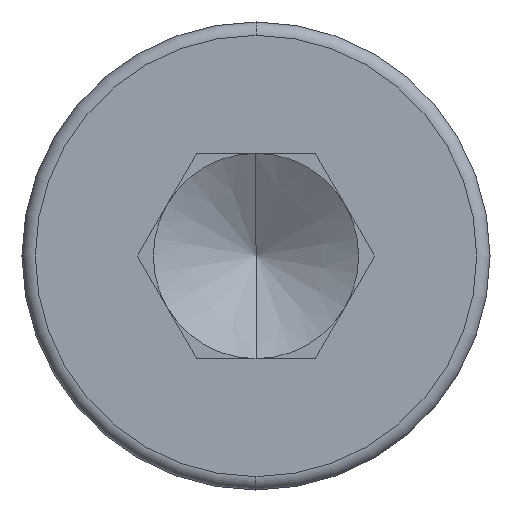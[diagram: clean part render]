
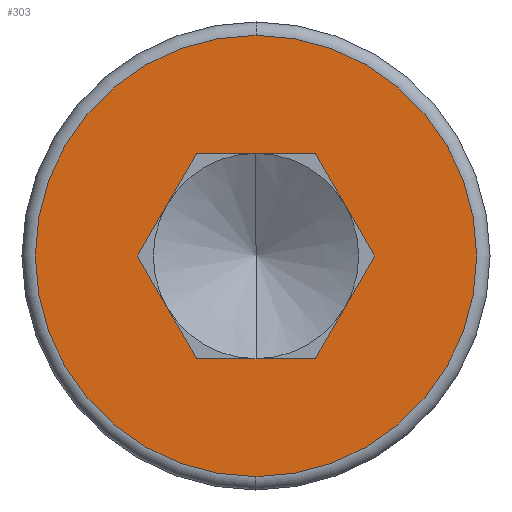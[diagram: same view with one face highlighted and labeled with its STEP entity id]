
A CAD part, left-side view. The second image highlights one B-rep face of the part: STEP entity #303.
In plain terms, the highlighted planar face has unit normal (-1, 0, 0).
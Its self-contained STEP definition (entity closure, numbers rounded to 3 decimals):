
#13 = EDGE_CURVE ( 'NONE', #173, #762, #371, .T. ) ;
#15 = CARTESIAN_POINT ( 'NONE',  ( 0., 1.773, 0. ) ) ;
#18 = CARTESIAN_POINT ( 'NONE',  ( 0., 0.887, -1.536 ) ) ;
#53 = CARTESIAN_POINT ( 'NONE',  ( 0., -1.773, 0. ) ) ;
#76 = VECTOR ( 'NONE', #476, 1000. ) ;
#77 = DIRECTION ( 'NONE',  ( 0., -1., 0. ) ) ;
#90 = EDGE_CURVE ( 'NONE', #314, #762, #554, .T. ) ;
#112 = DIRECTION ( 'NONE',  ( -1., 0., 0. ) ) ;
#119 = VECTOR ( 'NONE', #451, 1000. ) ;
#123 = VERTEX_POINT ( 'NONE', #478 ) ;
#173 = VERTEX_POINT ( 'NONE', #53 ) ;
#179 = ORIENTED_EDGE ( 'NONE', *, *, #462, .T. ) ;
#200 = VERTEX_POINT ( 'NONE', #772 ) ;
#208 = CARTESIAN_POINT ( 'NONE',  ( 0., 0., 0. ) ) ;
#220 = CARTESIAN_POINT ( 'NONE',  ( 0., 0., 0. ) ) ;
#222 = DIRECTION ( 'NONE',  ( 0., 1., 0. ) ) ;
#231 = EDGE_LOOP ( 'NONE', ( #429, #390 ) ) ;
#277 = DIRECTION ( 'NONE',  ( 0., -0.5, 0.866 ) ) ;
#291 = CARTESIAN_POINT ( 'NONE',  ( 0., 0., 3.3 ) ) ;
#297 = PLANE ( 'NONE',  #611 ) ;
#303 = ADVANCED_FACE ( 'NONE', ( #338, #469 ), #297, .T. ) ;
#309 = EDGE_CURVE ( 'NONE', #688, #200, #756, .T. ) ;
#314 = VERTEX_POINT ( 'NONE', #592 ) ;
#316 = AXIS2_PLACEMENT_3D ( 'NONE', #208, #707, #355 ) ;
#318 = CARTESIAN_POINT ( 'NONE',  ( 0., -1.773, 0. ) ) ;
#322 = CARTESIAN_POINT ( 'NONE',  ( 0., 0.887, 1.535 ) ) ;
#338 = FACE_BOUND ( 'NONE', #750, .T. ) ;
#354 = EDGE_CURVE ( 'NONE', #123, #540, #356, .T. ) ;
#355 = DIRECTION ( 'NONE',  ( 0., 0., 1. ) ) ;
#356 = LINE ( 'NONE', #15, #608 ) ;
#371 = LINE ( 'NONE', #318, #76 ) ;
#390 = ORIENTED_EDGE ( 'NONE', *, *, #639, .T. ) ;
#401 = CARTESIAN_POINT ( 'NONE',  ( 0., -0.887, -1.536 ) ) ;
#415 = VECTOR ( 'NONE', #222, 1000. ) ;
#423 = EDGE_CURVE ( 'NONE', #751, #540, #579, .T. ) ;
#424 = CARTESIAN_POINT ( 'NONE',  ( 0., -0.887, 1.535 ) ) ;
#429 = ORIENTED_EDGE ( 'NONE', *, *, #309, .T. ) ;
#430 = EDGE_CURVE ( 'NONE', #123, #314, #433, .T. ) ;
#433 = LINE ( 'NONE', #771, #764 ) ;
#450 = CARTESIAN_POINT ( 'NONE',  ( 0., 0., 0. ) ) ;
#451 = DIRECTION ( 'NONE',  ( 0., -0.5, -0.866 ) ) ;
#462 = EDGE_CURVE ( 'NONE', #751, #173, #602, .T. ) ;
#469 = FACE_OUTER_BOUND ( 'NONE', #231, .T. ) ;
#470 = CARTESIAN_POINT ( 'NONE',  ( 0., -0.887, 1.535 ) ) ;
#476 = DIRECTION ( 'NONE',  ( 0., 0.5, -0.866 ) ) ;
#477 = ORIENTED_EDGE ( 'NONE', *, *, #430, .F. ) ;
#478 = CARTESIAN_POINT ( 'NONE',  ( 0., 1.773, 0. ) ) ;
#506 = DIRECTION ( 'NONE',  ( 0., 0., 1. ) ) ;
#540 = VERTEX_POINT ( 'NONE', #322 ) ;
#546 = DIRECTION ( 'NONE',  ( 0., 0., 1. ) ) ;
#554 = LINE ( 'NONE', #18, #603 ) ;
#573 = ORIENTED_EDGE ( 'NONE', *, *, #90, .F. ) ;
#575 = DIRECTION ( 'NONE',  ( 0., -0.5, -0.866 ) ) ;
#579 = LINE ( 'NONE', #470, #415 ) ;
#588 = CIRCLE ( 'NONE', #614, 3.3 ) ;
#592 = CARTESIAN_POINT ( 'NONE',  ( 0., 0.887, -1.536 ) ) ;
#602 = LINE ( 'NONE', #424, #119 ) ;
#603 = VECTOR ( 'NONE', #77, 1000. ) ;
#608 = VECTOR ( 'NONE', #277, 1000. ) ;
#609 = ORIENTED_EDGE ( 'NONE', *, *, #13, .T. ) ;
#611 = AXIS2_PLACEMENT_3D ( 'NONE', #220, #643, #546 ) ;
#614 = AXIS2_PLACEMENT_3D ( 'NONE', #450, #112, #506 ) ;
#639 = EDGE_CURVE ( 'NONE', #200, #688, #588, .T. ) ;
#643 = DIRECTION ( 'NONE',  ( -1., 0., 0. ) ) ;
#645 = CARTESIAN_POINT ( 'NONE',  ( 0., -0.887, 1.535 ) ) ;
#667 = ORIENTED_EDGE ( 'NONE', *, *, #423, .F. ) ;
#688 = VERTEX_POINT ( 'NONE', #291 ) ;
#707 = DIRECTION ( 'NONE',  ( -1., 0., 0. ) ) ;
#729 = ORIENTED_EDGE ( 'NONE', *, *, #354, .T. ) ;
#750 = EDGE_LOOP ( 'NONE', ( #729, #667, #179, #609, #573, #477 ) ) ;
#751 = VERTEX_POINT ( 'NONE', #645 ) ;
#756 = CIRCLE ( 'NONE', #316, 3.3 ) ;
#762 = VERTEX_POINT ( 'NONE', #401 ) ;
#764 = VECTOR ( 'NONE', #575, 1000. ) ;
#771 = CARTESIAN_POINT ( 'NONE',  ( 0., 1.773, 0. ) ) ;
#772 = CARTESIAN_POINT ( 'NONE',  ( 0., 0., -3.3 ) ) ;
